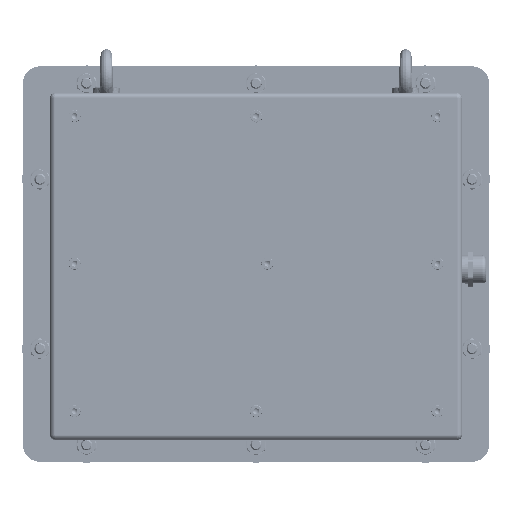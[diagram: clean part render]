
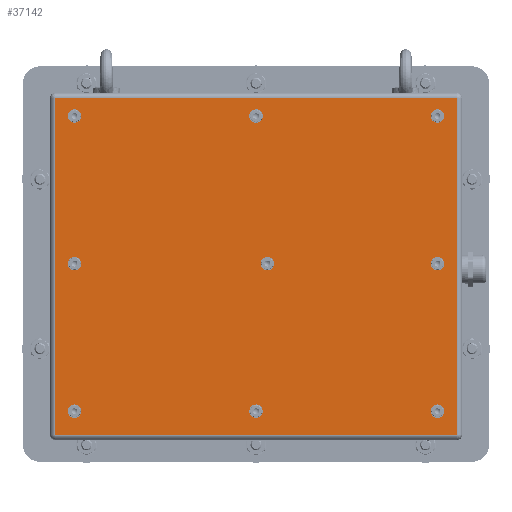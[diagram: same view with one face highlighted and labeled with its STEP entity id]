
A CAD part, top view. The second image highlights one B-rep face of the part: STEP entity #37142.
In plain terms, the highlighted face is planar.
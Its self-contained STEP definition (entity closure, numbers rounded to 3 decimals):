
#35971=DIRECTION('',(0.,0.,1.));
#35972=VECTOR('',#35971,238.063);
#35973=CARTESIAN_POINT('',(-142.031,2.,-119.031));
#35974=LINE('',#35973,#35972);
#35978=DIRECTION('',(-1.,0.,0.));
#35979=VECTOR('',#35978,284.063);
#35980=CARTESIAN_POINT('',(142.031,2.,-119.031));
#35981=LINE('',#35980,#35979);
#35985=DIRECTION('',(0.,0.,-1.));
#35986=VECTOR('',#35985,238.063);
#35987=CARTESIAN_POINT('',(142.031,2.,119.031));
#35988=LINE('',#35987,#35986);
#35992=DIRECTION('',(1.,0.,0.));
#35993=VECTOR('',#35992,284.063);
#35994=CARTESIAN_POINT('',(-142.031,2.,119.031));
#35995=LINE('',#35994,#35993);
#35999=CARTESIAN_POINT('',(-128.5,2.,-106.516));
#36000=DIRECTION('',(0.,1.,0.));
#36001=DIRECTION('',(1.,0.,0.));
#36002=AXIS2_PLACEMENT_3D('',#35999,#36000,#36001);
#36007=CARTESIAN_POINT('',(-128.5,2.,-106.516));
#36008=DIRECTION('',(0.,1.,0.));
#36009=DIRECTION('',(-1.,0.,0.));
#36010=AXIS2_PLACEMENT_3D('',#36007,#36008,#36009);
#36015=CARTESIAN_POINT('',(128.5,2.,-106.516));
#36016=DIRECTION('',(0.,1.,0.));
#36017=DIRECTION('',(1.,0.,0.));
#36018=AXIS2_PLACEMENT_3D('',#36015,#36016,#36017);
#36023=CARTESIAN_POINT('',(128.5,2.,-106.516));
#36024=DIRECTION('',(0.,1.,0.));
#36025=DIRECTION('',(-1.,0.,0.));
#36026=AXIS2_PLACEMENT_3D('',#36023,#36024,#36025);
#36031=CARTESIAN_POINT('',(-128.5,2.,102.484));
#36032=DIRECTION('',(0.,1.,0.));
#36033=DIRECTION('',(1.,0.,0.));
#36034=AXIS2_PLACEMENT_3D('',#36031,#36032,#36033);
#36039=CARTESIAN_POINT('',(-128.5,2.,102.484));
#36040=DIRECTION('',(0.,1.,0.));
#36041=DIRECTION('',(-1.,0.,0.));
#36042=AXIS2_PLACEMENT_3D('',#36039,#36040,#36041);
#36047=CARTESIAN_POINT('',(128.5,2.,102.484));
#36048=DIRECTION('',(0.,1.,0.));
#36049=DIRECTION('',(1.,0.,0.));
#36050=AXIS2_PLACEMENT_3D('',#36047,#36048,#36049);
#36055=CARTESIAN_POINT('',(128.5,2.,102.484));
#36056=DIRECTION('',(0.,1.,0.));
#36057=DIRECTION('',(-1.,0.,0.));
#36058=AXIS2_PLACEMENT_3D('',#36055,#36056,#36057);
#36063=CARTESIAN_POINT('',(0.,2.,-106.516));
#36064=DIRECTION('',(0.,1.,0.));
#36065=DIRECTION('',(1.,0.,0.));
#36066=AXIS2_PLACEMENT_3D('',#36063,#36064,#36065);
#36071=CARTESIAN_POINT('',(0.,2.,-106.516));
#36072=DIRECTION('',(0.,1.,0.));
#36073=DIRECTION('',(-1.,0.,0.));
#36074=AXIS2_PLACEMENT_3D('',#36071,#36072,#36073);
#36079=CARTESIAN_POINT('',(0.,2.,102.484));
#36080=DIRECTION('',(0.,1.,0.));
#36081=DIRECTION('',(1.,0.,0.));
#36082=AXIS2_PLACEMENT_3D('',#36079,#36080,#36081);
#36087=CARTESIAN_POINT('',(0.,2.,102.484));
#36088=DIRECTION('',(0.,1.,0.));
#36089=DIRECTION('',(-1.,0.,0.));
#36090=AXIS2_PLACEMENT_3D('',#36087,#36088,#36089);
#36095=CARTESIAN_POINT('',(-128.5,2.,-2.016));
#36096=DIRECTION('',(0.,1.,0.));
#36097=DIRECTION('',(1.,0.,0.));
#36098=AXIS2_PLACEMENT_3D('',#36095,#36096,#36097);
#36103=CARTESIAN_POINT('',(-128.5,2.,-2.016));
#36104=DIRECTION('',(0.,1.,0.));
#36105=DIRECTION('',(-1.,0.,0.));
#36106=AXIS2_PLACEMENT_3D('',#36103,#36104,#36105);
#36111=CARTESIAN_POINT('',(8.,2.,-2.016));
#36112=DIRECTION('',(0.,1.,0.));
#36113=DIRECTION('',(1.,0.,0.));
#36114=AXIS2_PLACEMENT_3D('',#36111,#36112,#36113);
#36119=CARTESIAN_POINT('',(8.,2.,-2.016));
#36120=DIRECTION('',(0.,1.,0.));
#36121=DIRECTION('',(-1.,0.,0.));
#36122=AXIS2_PLACEMENT_3D('',#36119,#36120,#36121);
#36127=CARTESIAN_POINT('',(128.5,2.,-2.016));
#36128=DIRECTION('',(0.,1.,0.));
#36129=DIRECTION('',(1.,0.,0.));
#36130=AXIS2_PLACEMENT_3D('',#36127,#36128,#36129);
#36135=CARTESIAN_POINT('',(128.5,2.,-2.016));
#36136=DIRECTION('',(0.,1.,0.));
#36137=DIRECTION('',(-1.,0.,0.));
#36138=AXIS2_PLACEMENT_3D('',#36135,#36136,#36137);
#36941=CARTESIAN_POINT('',(-142.031,2.,-119.031));
#36942=CARTESIAN_POINT('',(-142.031,2.,119.031));
#36943=VERTEX_POINT('',#36941);
#36944=VERTEX_POINT('',#36942);
#36949=CARTESIAN_POINT('',(142.031,2.,119.031));
#36950=VERTEX_POINT('',#36949);
#36955=CARTESIAN_POINT('',(142.031,2.,-119.031));
#36956=VERTEX_POINT('',#36955);
#37001=CARTESIAN_POINT('',(-125.55,2.,-106.516));
#37002=CARTESIAN_POINT('',(-131.45,2.,-106.516));
#37003=VERTEX_POINT('',#37001);
#37004=VERTEX_POINT('',#37002);
#37005=CARTESIAN_POINT('',(131.45,2.,-106.516));
#37006=CARTESIAN_POINT('',(125.55,2.,-106.516));
#37007=VERTEX_POINT('',#37005);
#37008=VERTEX_POINT('',#37006);
#37009=CARTESIAN_POINT('',(-125.55,2.,102.484));
#37010=CARTESIAN_POINT('',(-131.45,2.,102.484));
#37011=VERTEX_POINT('',#37009);
#37012=VERTEX_POINT('',#37010);
#37013=CARTESIAN_POINT('',(131.45,2.,102.484));
#37014=CARTESIAN_POINT('',(125.55,2.,102.484));
#37015=VERTEX_POINT('',#37013);
#37016=VERTEX_POINT('',#37014);
#37017=CARTESIAN_POINT('',(2.95,2.,-106.516));
#37018=CARTESIAN_POINT('',(-2.95,2.,-106.516));
#37019=VERTEX_POINT('',#37017);
#37020=VERTEX_POINT('',#37018);
#37021=CARTESIAN_POINT('',(2.95,2.,102.484));
#37022=CARTESIAN_POINT('',(-2.95,2.,102.484));
#37023=VERTEX_POINT('',#37021);
#37024=VERTEX_POINT('',#37022);
#37025=CARTESIAN_POINT('',(-125.55,2.,-2.016));
#37026=CARTESIAN_POINT('',(-131.45,2.,-2.016));
#37027=VERTEX_POINT('',#37025);
#37028=VERTEX_POINT('',#37026);
#37029=CARTESIAN_POINT('',(10.95,2.,-2.016));
#37030=CARTESIAN_POINT('',(5.05,2.,-2.016));
#37031=VERTEX_POINT('',#37029);
#37032=VERTEX_POINT('',#37030);
#37033=CARTESIAN_POINT('',(131.45,2.,-2.016));
#37034=CARTESIAN_POINT('',(125.55,2.,-2.016));
#37035=VERTEX_POINT('',#37033);
#37036=VERTEX_POINT('',#37034);
#37073=CARTESIAN_POINT('',(0.,2.,0.));
#37074=DIRECTION('',(0.,1.,0.));
#37075=DIRECTION('',(0.,0.,1.));
#37076=AXIS2_PLACEMENT_3D('',#37073,#37074,#37075);
#37077=PLANE('',#37076);
#37079=ORIENTED_EDGE('',*,*,#37078,.F.);
#37081=ORIENTED_EDGE('',*,*,#37080,.F.);
#37083=ORIENTED_EDGE('',*,*,#37082,.F.);
#37085=ORIENTED_EDGE('',*,*,#37084,.F.);
#37086=EDGE_LOOP('',(#37079,#37081,#37083,#37085));
#37087=FACE_OUTER_BOUND('',#37086,.F.);
#37089=ORIENTED_EDGE('',*,*,#37088,.T.);
#37091=ORIENTED_EDGE('',*,*,#37090,.T.);
#37092=EDGE_LOOP('',(#37089,#37091));
#37093=FACE_BOUND('',#37092,.F.);
#37095=ORIENTED_EDGE('',*,*,#37094,.T.);
#37097=ORIENTED_EDGE('',*,*,#37096,.T.);
#37098=EDGE_LOOP('',(#37095,#37097));
#37099=FACE_BOUND('',#37098,.F.);
#37101=ORIENTED_EDGE('',*,*,#37100,.T.);
#37103=ORIENTED_EDGE('',*,*,#37102,.T.);
#37104=EDGE_LOOP('',(#37101,#37103));
#37105=FACE_BOUND('',#37104,.F.);
#37107=ORIENTED_EDGE('',*,*,#37106,.T.);
#37109=ORIENTED_EDGE('',*,*,#37108,.T.);
#37110=EDGE_LOOP('',(#37107,#37109));
#37111=FACE_BOUND('',#37110,.F.);
#37113=ORIENTED_EDGE('',*,*,#37112,.T.);
#37115=ORIENTED_EDGE('',*,*,#37114,.T.);
#37116=EDGE_LOOP('',(#37113,#37115));
#37117=FACE_BOUND('',#37116,.F.);
#37119=ORIENTED_EDGE('',*,*,#37118,.T.);
#37121=ORIENTED_EDGE('',*,*,#37120,.T.);
#37122=EDGE_LOOP('',(#37119,#37121));
#37123=FACE_BOUND('',#37122,.F.);
#37125=ORIENTED_EDGE('',*,*,#37124,.T.);
#37127=ORIENTED_EDGE('',*,*,#37126,.T.);
#37128=EDGE_LOOP('',(#37125,#37127));
#37129=FACE_BOUND('',#37128,.F.);
#37131=ORIENTED_EDGE('',*,*,#37130,.T.);
#37133=ORIENTED_EDGE('',*,*,#37132,.T.);
#37134=EDGE_LOOP('',(#37131,#37133));
#37135=FACE_BOUND('',#37134,.F.);
#37137=ORIENTED_EDGE('',*,*,#37136,.T.);
#37139=ORIENTED_EDGE('',*,*,#37138,.T.);
#37140=EDGE_LOOP('',(#37137,#37139));
#37141=FACE_BOUND('',#37140,.F.);
#37142=ADVANCED_FACE('',(#37087,#37093,#37099,#37105,#37111,#37117,#37123,
#37129,#37135,#37141),#37077,.T.);
#36003=CIRCLE('',#36002,2.95);
#36011=CIRCLE('',#36010,2.95);
#36019=CIRCLE('',#36018,2.95);
#36027=CIRCLE('',#36026,2.95);
#36035=CIRCLE('',#36034,2.95);
#36043=CIRCLE('',#36042,2.95);
#36051=CIRCLE('',#36050,2.95);
#36059=CIRCLE('',#36058,2.95);
#36067=CIRCLE('',#36066,2.95);
#36075=CIRCLE('',#36074,2.95);
#36083=CIRCLE('',#36082,2.95);
#36091=CIRCLE('',#36090,2.95);
#36099=CIRCLE('',#36098,2.95);
#36107=CIRCLE('',#36106,2.95);
#36115=CIRCLE('',#36114,2.95);
#36123=CIRCLE('',#36122,2.95);
#36131=CIRCLE('',#36130,2.95);
#36139=CIRCLE('',#36138,2.95);
#37078=EDGE_CURVE('',#36943,#36944,#35974,.T.);
#37080=EDGE_CURVE('',#36956,#36943,#35981,.T.);
#37082=EDGE_CURVE('',#36950,#36956,#35988,.T.);
#37084=EDGE_CURVE('',#36944,#36950,#35995,.T.);
#37088=EDGE_CURVE('',#37003,#37004,#36003,.T.);
#37090=EDGE_CURVE('',#37004,#37003,#36011,.T.);
#37094=EDGE_CURVE('',#37007,#37008,#36019,.T.);
#37096=EDGE_CURVE('',#37008,#37007,#36027,.T.);
#37100=EDGE_CURVE('',#37011,#37012,#36035,.T.);
#37102=EDGE_CURVE('',#37012,#37011,#36043,.T.);
#37106=EDGE_CURVE('',#37015,#37016,#36051,.T.);
#37108=EDGE_CURVE('',#37016,#37015,#36059,.T.);
#37112=EDGE_CURVE('',#37019,#37020,#36067,.T.);
#37114=EDGE_CURVE('',#37020,#37019,#36075,.T.);
#37118=EDGE_CURVE('',#37023,#37024,#36083,.T.);
#37120=EDGE_CURVE('',#37024,#37023,#36091,.T.);
#37124=EDGE_CURVE('',#37027,#37028,#36099,.T.);
#37126=EDGE_CURVE('',#37028,#37027,#36107,.T.);
#37130=EDGE_CURVE('',#37031,#37032,#36115,.T.);
#37132=EDGE_CURVE('',#37032,#37031,#36123,.T.);
#37136=EDGE_CURVE('',#37035,#37036,#36131,.T.);
#37138=EDGE_CURVE('',#37036,#37035,#36139,.T.);
